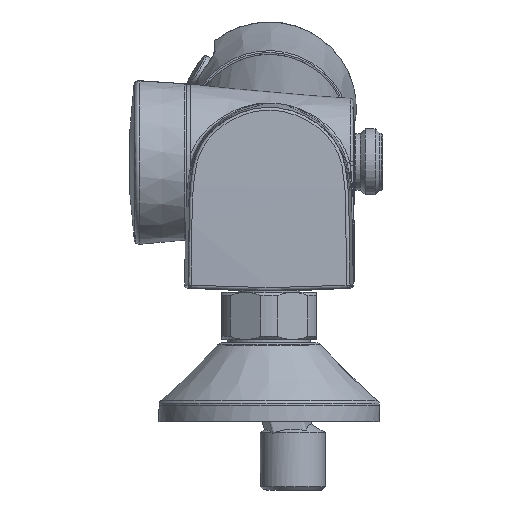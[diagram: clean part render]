
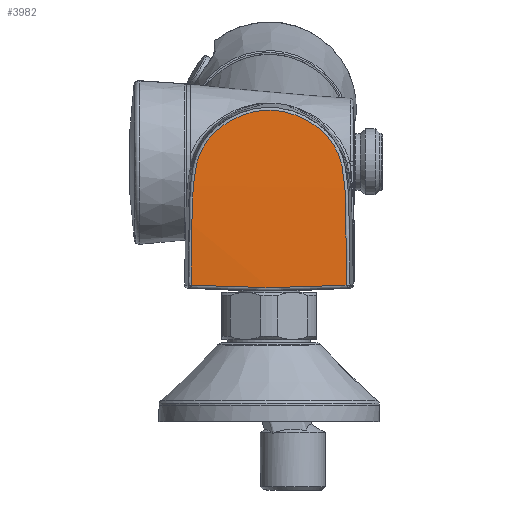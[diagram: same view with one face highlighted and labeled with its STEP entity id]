
A CAD part, left-side view. The second image highlights one B-rep face of the part: STEP entity #3982.
In plain terms, the highlighted spherical face has radius 522 mm.
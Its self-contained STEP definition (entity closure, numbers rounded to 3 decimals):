
#197 = CARTESIAN_POINT ( 'NONE',  ( -127.163, -24.27, 70.773 ) ) ;
#240 = CARTESIAN_POINT ( 'NONE',  ( -125.919, -17.984, 90.994 ) ) ;
#285 = CARTESIAN_POINT ( 'NONE',  ( -125.451, -2.737, 98.655 ) ) ;
#324 = CARTESIAN_POINT ( 'NONE',  ( -125.642, 11.9, 95.602 ) ) ;
#361 = CARTESIAN_POINT ( 'NONE',  ( -126.314, 22.062, 84.708 ) ) ;
#402 = CARTESIAN_POINT ( 'NONE',  ( -127.906, 24.677, 48.988 ) ) ;
#555 = AXIS2_PLACEMENT_3D ( 'NONE', #9128, #3851, #1295 ) ;
#915 = CARTESIAN_POINT ( 'NONE',  ( -128.5, 8.255, 42.469 ) ) ;
#1076 = CARTESIAN_POINT ( 'NONE',  ( -126.92, -24.011, 75.11 ) ) ;
#1119 = CARTESIAN_POINT ( 'NONE',  ( -125.83, -16.402, 92.478 ) ) ;
#1160 = CARTESIAN_POINT ( 'NONE',  ( -125.443, 0.498, 98.771 ) ) ;
#1202 = CARTESIAN_POINT ( 'NONE',  ( -125.759, 14.946, 93.675 ) ) ;
#1241 = CARTESIAN_POINT ( 'NONE',  ( -126.538, 23.098, 81.247 ) ) ;
#1295 = DIRECTION ( 'NONE',  ( -0.938, -0.342, -0.053 ) ) ;
#1785 = CARTESIAN_POINT ( 'NONE',  ( -128.304, -16.498, 42.725 ) ) ;
#1842 = EDGE_CURVE ( 'NONE', #4332, #8069, #7474, .T. ) ;
#1919 = SPHERICAL_SURFACE ( 'NONE', #555, 522. ) ;
#1946 = FACE_OUTER_BOUND ( 'NONE', #9825, .T. ) ;
#1947 = CARTESIAN_POINT ( 'NONE',  ( -126.655, -23.491, 79.415 ) ) ;
#1989 = CARTESIAN_POINT ( 'NONE',  ( -125.75, -14.696, 93.821 ) ) ;
#2029 = CARTESIAN_POINT ( 'NONE',  ( -125.447, 1.586, 98.722 ) ) ;
#2063 = EDGE_CURVE ( 'NONE', #8069, #4332, #4552, .T. ) ;
#2067 = CARTESIAN_POINT ( 'NONE',  ( -125.871, 17.169, 91.796 ) ) ;
#2102 = CARTESIAN_POINT ( 'NONE',  ( -126.674, 23.524, 79.115 ) ) ;
#2794 = CARTESIAN_POINT ( 'NONE',  ( -127.906, -24.676, 49.037 ) ) ;
#2836 = CARTESIAN_POINT ( 'NONE',  ( -126.43, -22.646, 82.916 ) ) ;
#2875 = CARTESIAN_POINT ( 'NONE',  ( -125.677, -12.879, 95.031 ) ) ;
#2915 = CARTESIAN_POINT ( 'NONE',  ( -125.455, 3.037, 98.585 ) ) ;
#2954 = CARTESIAN_POINT ( 'NONE',  ( -125.965, 18.674, 90.242 ) ) ;
#2991 = CARTESIAN_POINT ( 'NONE',  ( -126.851, 23.915, 76.266 ) ) ;
#3683 = CARTESIAN_POINT ( 'NONE',  ( -126.297, -21.913, 84.97 ) ) ;
#3726 = CARTESIAN_POINT ( 'NONE',  ( -125.573, -9.692, 96.732 ) ) ;
#3766 = CARTESIAN_POINT ( 'NONE',  ( -125.489, 5.876, 98.063 ) ) ;
#3802 = CARTESIAN_POINT ( 'NONE',  ( -126.07, 19.994, 88.532 ) ) ;
#3836 = CARTESIAN_POINT ( 'NONE',  ( -127.099, 24.216, 71.973 ) ) ;
#3851 = DIRECTION ( 'NONE',  ( -0.341, 0.94, -0.019 ) ) ;
#3982 = ADVANCED_FACE ( 'NONE', ( #1946 ), #1919, .T. ) ;
#4332 = VERTEX_POINT ( 'NONE', #7147 ) ;
#4504 = CARTESIAN_POINT ( 'NONE',  ( -127.802, -24.627, 54.837 ) ) ;
#4540 = CARTESIAN_POINT ( 'NONE',  ( -126.131, -20.659, 87.568 ) ) ;
#4552 = B_SPLINE_CURVE_WITH_KNOTS ( 'NONE', 3,
 ( #5197, #10617, #915, #6939, #1785, #7818 ),
 .UNSPECIFIED., .F., .F.,
 ( 4, 2, 4 ),
 ( 0., 0.025, 0.049 ),
 .UNSPECIFIED. ) ;
#4581 = CARTESIAN_POINT ( 'NONE',  ( -125.51, -6.961, 97.72 ) ) ;
#4620 = CARTESIAN_POINT ( 'NONE',  ( -125.564, 9.29, 96.872 ) ) ;
#4653 = CARTESIAN_POINT ( 'NONE',  ( -126.148, 20.761, 87.295 ) ) ;
#4697 = CARTESIAN_POINT ( 'NONE',  ( -127.389, 24.438, 66.238 ) ) ;
#4775 = ORIENTED_EDGE ( 'NONE', *, *, #2063, .T. ) ;
#4803 = ORIENTED_EDGE ( 'NONE', *, *, #1842, .T. ) ;
#5197 = CARTESIAN_POINT ( 'NONE',  ( -127.913, 24.728, 43.235 ) ) ;
#5363 = CARTESIAN_POINT ( 'NONE',  ( -127.38, -24.433, 66.432 ) ) ;
#5402 = CARTESIAN_POINT ( 'NONE',  ( -125.951, -18.481, 90.461 ) ) ;
#5441 = CARTESIAN_POINT ( 'NONE',  ( -125.475, -4.858, 98.27 ) ) ;
#5481 = CARTESIAN_POINT ( 'NONE',  ( -125.621, 11.264, 95.944 ) ) ;
#5521 = CARTESIAN_POINT ( 'NONE',  ( -126.209, 21.278, 86.336 ) ) ;
#5558 = CARTESIAN_POINT ( 'NONE',  ( -127.804, 24.628, 54.742 ) ) ;
#6200 = CARTESIAN_POINT ( 'NONE',  ( -127.913, -24.728, 43.235 ) ) ;
#6236 = CARTESIAN_POINT ( 'NONE',  ( -127.085, -24.203, 72.22 ) ) ;
#6276 = CARTESIAN_POINT ( 'NONE',  ( -125.859, -16.945, 92.002 ) ) ;
#6321 = CARTESIAN_POINT ( 'NONE',  ( -125.443, -1.308, 98.782 ) ) ;
#6358 = CARTESIAN_POINT ( 'NONE',  ( -125.709, 13.763, 94.502 ) ) ;
#6397 = CARTESIAN_POINT ( 'NONE',  ( -126.402, 22.541, 83.349 ) ) ;
#6439 = CARTESIAN_POINT ( 'NONE',  ( -127.913, 24.728, 43.235 ) ) ;
#6939 = CARTESIAN_POINT ( 'NONE',  ( -128.5, -8.255, 42.469 ) ) ;
#7107 = CARTESIAN_POINT ( 'NONE',  ( -126.833, -23.886, 76.556 ) ) ;
#7145 = CARTESIAN_POINT ( 'NONE',  ( -125.776, -15.277, 93.388 ) ) ;
#7147 = CARTESIAN_POINT ( 'NONE',  ( -127.913, -24.728, 43.235 ) ) ;
#7183 = CARTESIAN_POINT ( 'NONE',  ( -125.444, 0.86, 98.76 ) ) ;
#7225 = CARTESIAN_POINT ( 'NONE',  ( -125.842, 16.628, 92.283 ) ) ;
#7263 = CARTESIAN_POINT ( 'NONE',  ( -126.583, 23.256, 80.535 ) ) ;
#7474 = B_SPLINE_CURVE_WITH_KNOTS ( 'NONE', 3,
 ( #6200, #2794, #4504, #10802, #5363, #197, #6236, #1076, #7107, #1947, #7993, #2836, #8938, #3683, #9891, #4540, #10843, #5402, #240, #6276, #1119, #7145, #1989, #8036, #2875, #8982, #3726, #9934, #4581, #10888, #5441, #285, #6321, #1160, #7183, #2029, #8077, #2915, #9022, #3766, #9975, #4620, #10930, #5481, #324, #6358, #1202, #7225, #2067, #8115, #2954, #9068, #3802, #10022, #4653, #10969, #5521, #361, #6397, #1241, #7263, #2102, #8150, #2991, #9109, #3836, #10063, #4697, #11009, #5558, #402, #6439 ),
 .UNSPECIFIED., .F., .F.,
 ( 4, 2, 2, 2, 2, 2, 2, 2, 2, 2, 2, 2, 2, 2, 2, 2, 2, 2, 2, 2, 2, 2, 2, 2, 2, 2, 2, 2, 2, 2, 2, 2, 2, 2, 2, 4 ),
 ( 0., 0.017, 0.026, 0.03, 0.035, 0.039, 0.041, 0.044, 0.048, 0.05, 0.052, 0.054, 0.057, 0.061, 0.063, 0.065, 0.07, 0.071, 0.072, 0.074, 0.078, 0.08, 0.083, 0.087, 0.089, 0.091, 0.094, 0.095, 0.096, 0.1, 0.102, 0.104, 0.109, 0.113, 0.122, 0.139 ),
 .UNSPECIFIED. ) ;
#7818 = CARTESIAN_POINT ( 'NONE',  ( -127.913, -24.728, 43.235 ) ) ;
#7993 = CARTESIAN_POINT ( 'NONE',  ( -126.565, -23.223, 80.829 ) ) ;
#8036 = CARTESIAN_POINT ( 'NONE',  ( -125.701, -13.495, 94.644 ) ) ;
#8069 = VERTEX_POINT ( 'NONE', #8661 ) ;
#8077 = CARTESIAN_POINT ( 'NONE',  ( -125.448, 1.951, 98.694 ) ) ;
#8115 = CARTESIAN_POINT ( 'NONE',  ( -125.932, 18.191, 90.776 ) ) ;
#8150 = CARTESIAN_POINT ( 'NONE',  ( -126.718, 23.635, 78.404 ) ) ;
#8661 = CARTESIAN_POINT ( 'NONE',  ( -127.913, 24.728, 43.235 ) ) ;
#8938 = CARTESIAN_POINT ( 'NONE',  ( -126.385, -22.425, 83.605 ) ) ;
#8982 = CARTESIAN_POINT ( 'NONE',  ( -125.611, -10.997, 96.113 ) ) ;
#9022 = CARTESIAN_POINT ( 'NONE',  ( -125.462, 3.753, 98.478 ) ) ;
#9068 = CARTESIAN_POINT ( 'NONE',  ( -126.034, 19.575, 89.12 ) ) ;
#9109 = CARTESIAN_POINT ( 'NONE',  ( -126.936, 24.032, 74.836 ) ) ;
#9128 = CARTESIAN_POINT ( 'NONE',  ( 393.5, 0., 42.365 ) ) ;
#9825 = EDGE_LOOP ( 'NONE', ( #4775, #4803 ) ) ;
#9891 = CARTESIAN_POINT ( 'NONE',  ( -126.254, -21.625, 85.635 ) ) ;
#9934 = CARTESIAN_POINT ( 'NONE',  ( -125.525, -7.656, 97.494 ) ) ;
#9975 = CARTESIAN_POINT ( 'NONE',  ( -125.514, 7.26, 97.658 ) ) ;
#10022 = CARTESIAN_POINT ( 'NONE',  ( -126.128, 20.575, 87.61 ) ) ;
#10063 = CARTESIAN_POINT ( 'NONE',  ( -127.175, 24.28, 70.54 ) ) ;
#10617 = CARTESIAN_POINT ( 'NONE',  ( -128.304, 16.498, 42.725 ) ) ;
#10802 = CARTESIAN_POINT ( 'NONE',  ( -127.503, -24.49, 63.534 ) ) ;
#10843 = CARTESIAN_POINT ( 'NONE',  ( -126.055, -19.876, 88.777 ) ) ;
#10888 = CARTESIAN_POINT ( 'NONE',  ( -125.486, -5.561, 98.108 ) ) ;
#10930 = CARTESIAN_POINT ( 'NONE',  ( -125.582, 9.961, 96.579 ) ) ;
#10969 = CARTESIAN_POINT ( 'NONE',  ( -126.189, 21.112, 86.658 ) ) ;
#11009 = CARTESIAN_POINT ( 'NONE',  ( -127.51, 24.494, 63.365 ) ) ;
